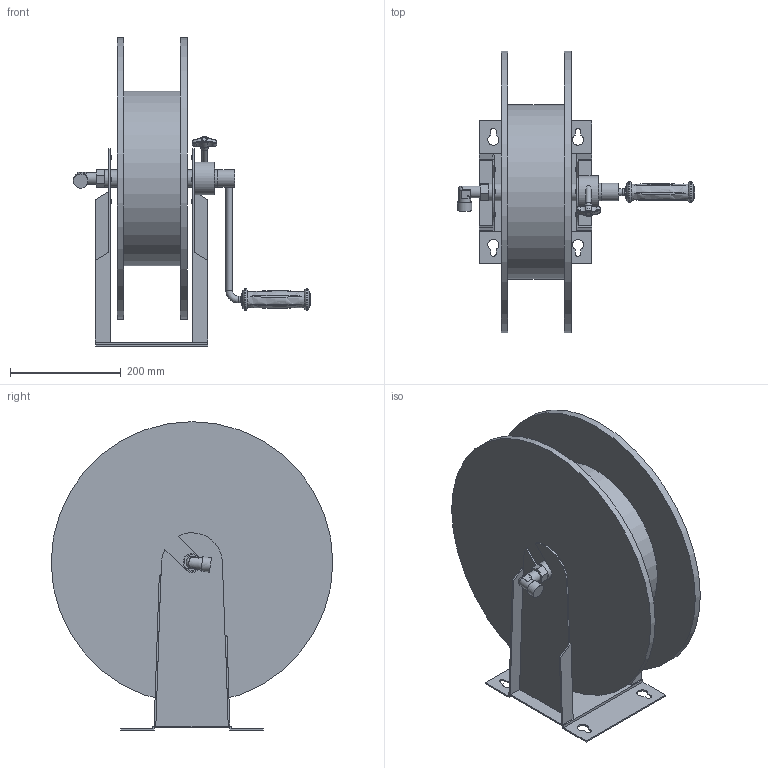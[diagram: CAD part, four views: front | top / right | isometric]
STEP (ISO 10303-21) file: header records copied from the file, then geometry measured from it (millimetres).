
FILE_DESCRIPTION(/* description */ ('Unknown'),/* implementation_level */ '2;1');
FILE_NAME(/* name */ '75300.100',/* time_stamp */ '2017-05-17T15:45:17+02:00',/* author */ ('Unknown'),/* organization */ ('Unknown'),/* preprocessor_version */ 'ST-DEVELOPER v16.7',/* originating_system */ 'DEX',/* authorisation */ $);
FILE_SCHEMA (('AUTOMOTIVE_DESIGN {1 0 10303 214 3 1 1}'));
Length unit declared in the file: millimetre
Products named in the file (14): 75300.100; B2798; I712; B2797; B362; S517; B2911; B2713; M817; F737; B2720; F711; F806; F808
Assembly tree (13 placements, depth 2):
  75300.100
    B2798
    I712
    B2797
    B362
    S517
    B2911
    B2713
    M817
    F737
    B2720
    F711
    F806
    F808
Bounding box: 428.9 x 509.56 x 558.53 mm (x, y, z)
Volume: 13911883.4 mm3; surface area: 1193360.9 mm2
Topology: 15 solids, 15 shells, 220 faces, 485 edges, 317 vertices
Faces by surface type: plane 132, cylinder 62, bspline 18, torus 7, cone 1
Full cylindrical faces by diameter (mm): 7.3 x8, 9.8 x1, 10 x2, 11.98 x1, 12 x3, 14 x1, 20 x2, 21.5 x2, 22.336 x2, 26 x1, 31.8 x1, 31.95 x1, 39 x2, 59 x1, 316.246 x1, 509.563 x2
Entity records: 9934 total; most frequent: CARTESIAN_POINT 4762, DIRECTION 880, ORIENTED_EDGE 864, EDGE_CURVE 432, AXIS2_PLACEMENT_3D 324, VERTEX_POINT 305, FACE_BOUND 291, EDGE_LOOP 290
